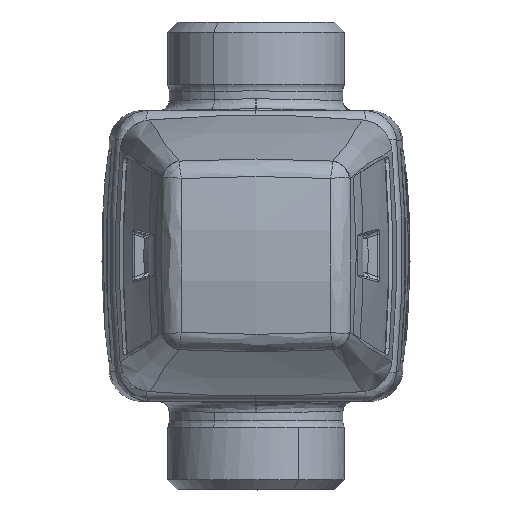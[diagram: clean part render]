
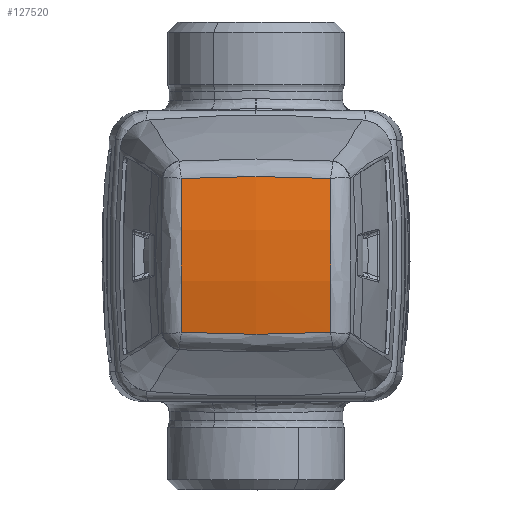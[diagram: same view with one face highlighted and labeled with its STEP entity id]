
A CAD part, top view. The second image highlights one B-rep face of the part: STEP entity #127520.
In plain terms, the highlighted toroidal (fillet/blend) face has major radius 69.5 mm and minor radius 60 mm.
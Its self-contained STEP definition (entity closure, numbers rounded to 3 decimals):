
#124770=CARTESIAN_POINT('Control Point',(11.137,11.51,50.402)) ;
#124771=CARTESIAN_POINT('Control Point',(11.174,8.461,50.997)) ;
#124772=CARTESIAN_POINT('Control Point',(11.199,5.377,51.394)) ;
#124773=CARTESIAN_POINT('Control Point',(11.212,2.275,51.591)) ;
#124774=CARTESIAN_POINT('Control Point',(11.211,-2.363,51.587)) ;
#124775=CARTESIAN_POINT('Control Point',(11.183,-6.975,51.138)) ;
#124776=CARTESIAN_POINT('Control Point',(11.171,-8.494,50.941)) ;
#124777=CARTESIAN_POINT('Control Point',(11.155,-10.006,50.695)) ;
#124778=CARTESIAN_POINT('Control Point',(11.137,-11.51,50.402)) ;
#124779=CARTESIAN_POINT('Vertex',(11.137,-11.51,50.402)) ;
#124781=CARTESIAN_POINT('Vertex',(11.137,11.51,50.402)) ;
#125344=CARTESIAN_POINT('Control Point',(-11.137,11.51,50.402)) ;
#125345=CARTESIAN_POINT('Control Point',(-6.694,11.75,50.741)) ;
#125346=CARTESIAN_POINT('Control Point',(-2.233,11.871,50.911)) ;
#125347=CARTESIAN_POINT('Control Point',(2.233,11.871,50.911)) ;
#125348=CARTESIAN_POINT('Control Point',(6.694,11.75,50.741)) ;
#125349=CARTESIAN_POINT('Control Point',(11.137,11.51,50.402)) ;
#125350=CARTESIAN_POINT('Vertex',(-11.137,11.51,50.402)) ;
#125450=CARTESIAN_POINT('Control Point',(-11.137,-11.51,50.402)) ;
#125451=CARTESIAN_POINT('Control Point',(-11.174,-8.461,50.997)) ;
#125452=CARTESIAN_POINT('Control Point',(-11.199,-5.377,51.394)) ;
#125453=CARTESIAN_POINT('Control Point',(-11.212,-2.274,51.591)) ;
#125454=CARTESIAN_POINT('Control Point',(-11.211,2.363,51.587)) ;
#125455=CARTESIAN_POINT('Control Point',(-11.183,6.975,51.138)) ;
#125456=CARTESIAN_POINT('Control Point',(-11.171,8.494,50.941)) ;
#125457=CARTESIAN_POINT('Control Point',(-11.155,10.006,50.695)) ;
#125458=CARTESIAN_POINT('Control Point',(-11.137,11.51,50.402)) ;
#125459=CARTESIAN_POINT('Vertex',(-11.137,-11.51,50.402)) ;
#126010=CARTESIAN_POINT('Control Point',(11.137,-11.51,50.402)) ;
#126011=CARTESIAN_POINT('Control Point',(6.694,-11.75,50.741)) ;
#126012=CARTESIAN_POINT('Control Point',(2.233,-11.871,50.911)) ;
#126013=CARTESIAN_POINT('Control Point',(-2.233,-11.871,50.911)) ;
#126014=CARTESIAN_POINT('Control Point',(-6.694,-11.75,50.741)) ;
#126015=CARTESIAN_POINT('Control Point',(-11.137,-11.51,50.402)) ;
#127509=CARTESIAN_POINT('Axis2P3D Location',(0.,0.,-77.5)) ;
#127510=DIRECTION('Axis2P3D Direction',(0.,-1.,0.)) ;
#127511=DIRECTION('Axis2P3D XDirection',(-0.479,0.,0.878)) ;
#127512=AXIS2_PLACEMENT_3D('Torus Axis2P3D',#127509,#127510,#127511) ;
#127515=ORIENTED_EDGE('',*,*,#124783,.T.) ;
#127516=ORIENTED_EDGE('',*,*,#125352,.T.) ;
#127517=ORIENTED_EDGE('',*,*,#125461,.T.) ;
#127518=ORIENTED_EDGE('',*,*,#126016,.T.) ;
#127520=ADVANCED_FACE('PartBody',(#127519),#127513,.T.) ;
#124769=B_SPLINE_CURVE_WITH_KNOTS('',5,(#124770,#124771,#124772,#124773,#124774,#124775,#124776,#124777,#124778),.UNSPECIFIED.,.F.,.U.,(6,3,6),(16.061,38.206,49.13),.UNSPECIFIED.) ;
#125343=B_SPLINE_CURVE_WITH_KNOTS('',5,(#125344,#125345,#125346,#125347,#125348,#125349),.UNSPECIFIED.,.F.,.U.,(6,6),(12.397,38.807),.UNSPECIFIED.) ;
#125449=B_SPLINE_CURVE_WITH_KNOTS('',5,(#125450,#125451,#125452,#125453,#125454,#125455,#125456,#125457,#125458),.UNSPECIFIED.,.F.,.U.,(6,3,6),(16.061,38.206,49.13),.UNSPECIFIED.) ;
#126009=B_SPLINE_CURVE_WITH_KNOTS('',5,(#126010,#126011,#126012,#126013,#126014,#126015),.UNSPECIFIED.,.F.,.U.,(6,6),(12.397,38.807),.UNSPECIFIED.) ;
#127513=TOROIDAL_SURFACE('homeo Torus',#127512,69.5,60.) ;
#124783=EDGE_CURVE('',#124780,#124782,#124769,.F.) ;
#125352=EDGE_CURVE('',#124782,#125351,#125343,.F.) ;
#125461=EDGE_CURVE('',#125351,#125460,#125449,.F.) ;
#126016=EDGE_CURVE('',#125460,#124780,#126009,.F.) ;
#127514=EDGE_LOOP('',(#127515,#127516,#127517,#127518)) ;
#127519=FACE_OUTER_BOUND('',#127514,.T.) ;
#124780=VERTEX_POINT('',#124779) ;
#124782=VERTEX_POINT('',#124781) ;
#125351=VERTEX_POINT('',#125350) ;
#125460=VERTEX_POINT('',#125459) ;
